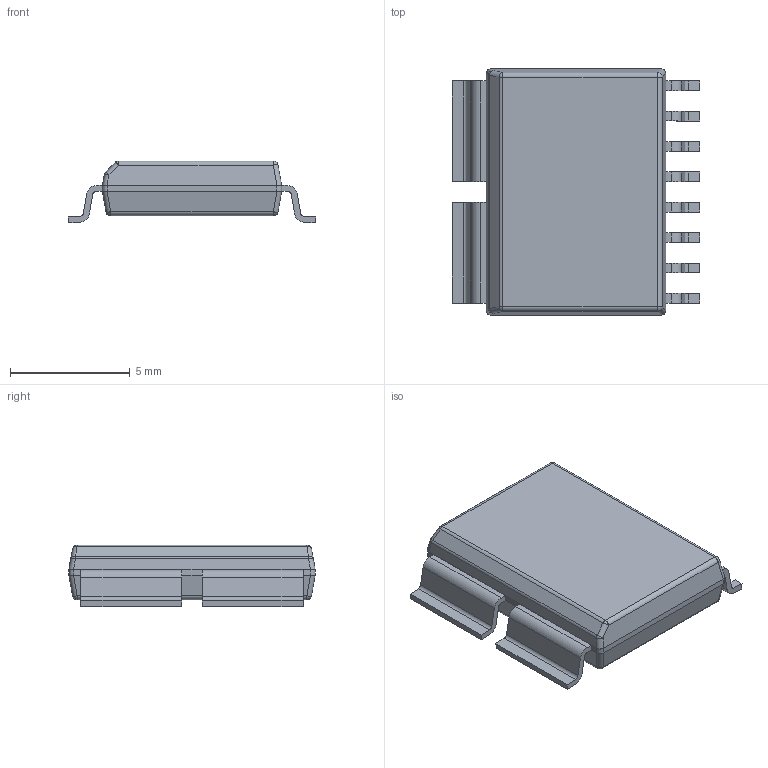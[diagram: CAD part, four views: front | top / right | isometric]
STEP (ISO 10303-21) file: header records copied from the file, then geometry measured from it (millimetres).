
FILE_DESCRIPTION((''),'2;1');
FILE_NAME('DVG0010A_ASM','2021-07-06T13:25:24',('a0412086'),(''),'CREO PARAMETRIC BY PTC INC, 2018500','CREO PARAMETRIC BY PTC INC, 2018500','');
FILE_SCHEMA(('CONFIG_CONTROL_DESIGN','SHAPE_APPEARANCE_LAYERS_GROUPS'));
Length unit declared in the file: millimetre
Products named in the file (4): BODY-SOIC; LEAD; LEAD_WIDE; DVG0010A_ASM
Assembly tree (11 placements, depth 2):
  DVG0010A_ASM
    BODY-SOIC
    LEAD  x8
    LEAD_WIDE  x2
Bounding box: 10.33 x 10.3 x 2.59 mm (x, y, z)
Volume: 175.5 mm3; surface area: 288.5 mm2
Topology: 11 solids, 11 shells, 196 faces, 476 edges, 302 vertices
Faces by surface type: plane 123, cylinder 63, sphere 10
Entity records: 3377 total; most frequent: CARTESIAN_POINT 781, DIRECTION 400, ORIENTED_EDGE 376, PRESENTATION_STYLE_ASSIGNMENT 191, STYLED_ITEM 191, CURVE_STYLE 188, EDGE_CURVE 188, AXIS2_PLACEMENT_3D 145
